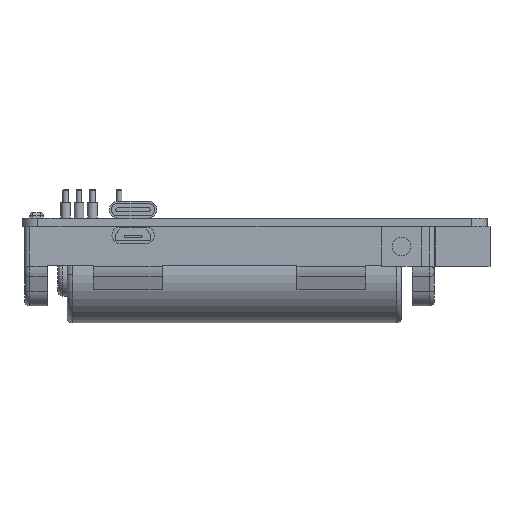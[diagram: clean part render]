
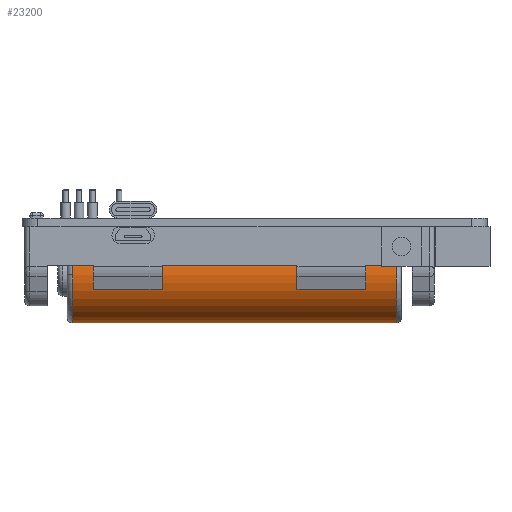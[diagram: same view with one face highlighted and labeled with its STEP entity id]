
A CAD part, left-side view. The second image highlights one B-rep face of the part: STEP entity #23200.
In plain terms, the highlighted cylindrical face has radius 9.1 mm (diameter 18.2 mm), a full revolution.
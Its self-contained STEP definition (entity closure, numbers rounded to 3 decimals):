
#23018 = TOROIDAL_SURFACE('',#23019,8.1,1.);
#23019 = AXIS2_PLACEMENT_3D('',#23020,#23021,#23022);
#23020 = CARTESIAN_POINT('',(-9.5,-28.25,-17.582));
#23021 = DIRECTION('',(0.,-1.,0.));
#23022 = DIRECTION('',(1.,0.,0.));
#23090 = VERTEX_POINT('',#23091);
#23091 = CARTESIAN_POINT('',(-0.4,-28.25,-17.582));
#23113 = EDGE_CURVE('',#23090,#23090,#23114,.T.);
#23114 = SURFACE_CURVE('',#23115,(#23120,#23127),.PCURVE_S1.);
#23115 = CIRCLE('',#23116,9.1);
#23116 = AXIS2_PLACEMENT_3D('',#23117,#23118,#23119);
#23117 = CARTESIAN_POINT('',(-9.5,-28.25,-17.582));
#23118 = DIRECTION('',(0.,-1.,0.));
#23119 = DIRECTION('',(1.,0.,0.));
#23120 = PCURVE('',#23018,#23121);
#23121 = DEFINITIONAL_REPRESENTATION('',(#23122),#23126);
#23122 = LINE('',#23123,#23124);
#23123 = CARTESIAN_POINT('',(0.,0.));
#23124 = VECTOR('',#23125,1.);
#23125 = DIRECTION('',(1.,0.));
#23126 = ( GEOMETRIC_REPRESENTATION_CONTEXT(2) 
PARAMETRIC_REPRESENTATION_CONTEXT() REPRESENTATION_CONTEXT('2D SPACE',''
  ) );
#23127 = PCURVE('',#23128,#23133);
#23128 = CYLINDRICAL_SURFACE('',#23129,9.1);
#23129 = AXIS2_PLACEMENT_3D('',#23130,#23131,#23132);
#23130 = CARTESIAN_POINT('',(-9.5,35.75,-17.582));
#23131 = DIRECTION('',(0.,1.,0.));
#23132 = DIRECTION('',(1.,0.,0.));
#23133 = DEFINITIONAL_REPRESENTATION('',(#23134),#23138);
#23134 = LINE('',#23135,#23136);
#23135 = CARTESIAN_POINT('',(-0.,-64.));
#23136 = VECTOR('',#23137,1.);
#23137 = DIRECTION('',(-1.,0.));
#23138 = ( GEOMETRIC_REPRESENTATION_CONTEXT(2) 
PARAMETRIC_REPRESENTATION_CONTEXT() REPRESENTATION_CONTEXT('2D SPACE',''
  ) );
#23200 = ADVANCED_FACE('',(#23201),#23128,.T.);
#23201 = FACE_BOUND('',#23202,.F.);
#23202 = EDGE_LOOP('',(#23203,#23226,#23255,#23282,#23283));
#23203 = ORIENTED_EDGE('',*,*,#23204,.F.);
#23204 = EDGE_CURVE('',#23205,#23090,#23207,.T.);
#23205 = VERTEX_POINT('',#23206);
#23206 = CARTESIAN_POINT('',(-0.4,32.95,-17.582));
#23207 = SEAM_CURVE('',#23208,(#23212,#23219),.PCURVE_S1.);
#23208 = LINE('',#23209,#23210);
#23209 = CARTESIAN_POINT('',(-0.4,35.75,-17.582));
#23210 = VECTOR('',#23211,1.);
#23211 = DIRECTION('',(0.,-1.,0.));
#23212 = PCURVE('',#23128,#23213);
#23213 = DEFINITIONAL_REPRESENTATION('',(#23214),#23218);
#23214 = LINE('',#23215,#23216);
#23215 = CARTESIAN_POINT('',(-6.283,0.));
#23216 = VECTOR('',#23217,1.);
#23217 = DIRECTION('',(-0.,-1.));
#23218 = ( GEOMETRIC_REPRESENTATION_CONTEXT(2) 
PARAMETRIC_REPRESENTATION_CONTEXT() REPRESENTATION_CONTEXT('2D SPACE',''
  ) );
#23219 = PCURVE('',#23128,#23220);
#23220 = DEFINITIONAL_REPRESENTATION('',(#23221),#23225);
#23221 = LINE('',#23222,#23223);
#23222 = CARTESIAN_POINT('',(-0.,0.));
#23223 = VECTOR('',#23224,1.);
#23224 = DIRECTION('',(-0.,-1.));
#23225 = ( GEOMETRIC_REPRESENTATION_CONTEXT(2) 
PARAMETRIC_REPRESENTATION_CONTEXT() REPRESENTATION_CONTEXT('2D SPACE',''
  ) );
#23226 = ORIENTED_EDGE('',*,*,#23227,.T.);
#23227 = EDGE_CURVE('',#23205,#23228,#23230,.T.);
#23228 = VERTEX_POINT('',#23229);
#23229 = CARTESIAN_POINT('',(-18.6,32.95,-17.582));
#23230 = SURFACE_CURVE('',#23231,(#23236,#23243),.PCURVE_S1.);
#23231 = CIRCLE('',#23232,9.1);
#23232 = AXIS2_PLACEMENT_3D('',#23233,#23234,#23235);
#23233 = CARTESIAN_POINT('',(-9.5,32.95,-17.582));
#23234 = DIRECTION('',(0.,1.,0.));
#23235 = DIRECTION('',(1.,0.,0.));
#23236 = PCURVE('',#23128,#23237);
#23237 = DEFINITIONAL_REPRESENTATION('',(#23238),#23242);
#23238 = LINE('',#23239,#23240);
#23239 = CARTESIAN_POINT('',(-6.283,-2.8));
#23240 = VECTOR('',#23241,1.);
#23241 = DIRECTION('',(1.,-0.));
#23242 = ( GEOMETRIC_REPRESENTATION_CONTEXT(2) 
PARAMETRIC_REPRESENTATION_CONTEXT() REPRESENTATION_CONTEXT('2D SPACE',''
  ) );
#23243 = PCURVE('',#23244,#23249);
#23244 = TOROIDAL_SURFACE('',#23245,8.1,1.);
#23245 = AXIS2_PLACEMENT_3D('',#23246,#23247,#23248);
#23246 = CARTESIAN_POINT('',(-9.5,32.95,-17.582));
#23247 = DIRECTION('',(0.,-1.,0.));
#23248 = DIRECTION('',(1.,0.,0.));
#23249 = DEFINITIONAL_REPRESENTATION('',(#23250),#23254);
#23250 = LINE('',#23251,#23252);
#23251 = CARTESIAN_POINT('',(-0.,6.283));
#23252 = VECTOR('',#23253,1.);
#23253 = DIRECTION('',(-1.,0.));
#23254 = ( GEOMETRIC_REPRESENTATION_CONTEXT(2) 
PARAMETRIC_REPRESENTATION_CONTEXT() REPRESENTATION_CONTEXT('2D SPACE',''
  ) );
#23255 = ORIENTED_EDGE('',*,*,#23256,.T.);
#23256 = EDGE_CURVE('',#23228,#23205,#23257,.T.);
#23257 = SURFACE_CURVE('',#23258,(#23263,#23270),.PCURVE_S1.);
#23258 = CIRCLE('',#23259,9.1);
#23259 = AXIS2_PLACEMENT_3D('',#23260,#23261,#23262);
#23260 = CARTESIAN_POINT('',(-9.5,32.95,-17.582));
#23261 = DIRECTION('',(0.,1.,0.));
#23262 = DIRECTION('',(-1.,0.,0.));
#23263 = PCURVE('',#23128,#23264);
#23264 = DEFINITIONAL_REPRESENTATION('',(#23265),#23269);
#23265 = LINE('',#23266,#23267);
#23266 = CARTESIAN_POINT('',(-3.142,-2.8));
#23267 = VECTOR('',#23268,1.);
#23268 = DIRECTION('',(1.,-0.));
#23269 = ( GEOMETRIC_REPRESENTATION_CONTEXT(2) 
PARAMETRIC_REPRESENTATION_CONTEXT() REPRESENTATION_CONTEXT('2D SPACE',''
  ) );
#23270 = PCURVE('',#23271,#23276);
#23271 = TOROIDAL_SURFACE('',#23272,8.1,1.);
#23272 = AXIS2_PLACEMENT_3D('',#23273,#23274,#23275);
#23273 = CARTESIAN_POINT('',(-9.5,32.95,-17.582));
#23274 = DIRECTION('',(0.,-1.,0.));
#23275 = DIRECTION('',(-1.,0.,0.));
#23276 = DEFINITIONAL_REPRESENTATION('',(#23277),#23281);
#23277 = LINE('',#23278,#23279);
#23278 = CARTESIAN_POINT('',(-0.,6.283));
#23279 = VECTOR('',#23280,1.);
#23280 = DIRECTION('',(-1.,0.));
#23281 = ( GEOMETRIC_REPRESENTATION_CONTEXT(2) 
PARAMETRIC_REPRESENTATION_CONTEXT() REPRESENTATION_CONTEXT('2D SPACE',''
  ) );
#23282 = ORIENTED_EDGE('',*,*,#23204,.T.);
#23283 = ORIENTED_EDGE('',*,*,#23113,.T.);
